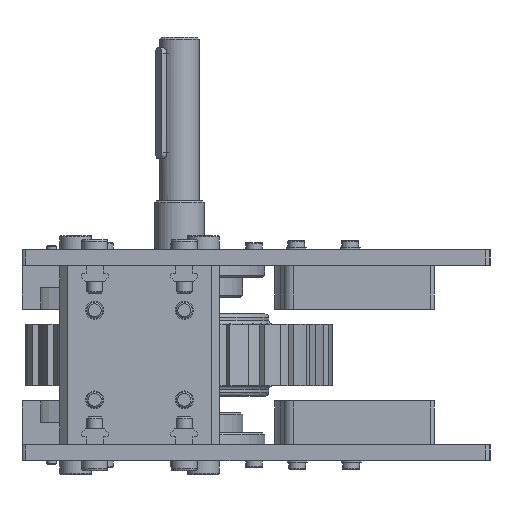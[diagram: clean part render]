
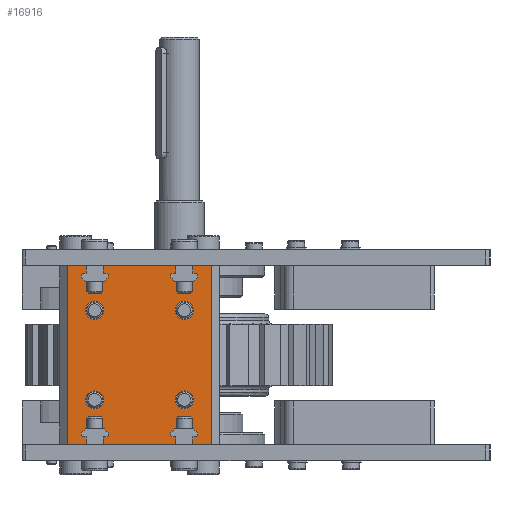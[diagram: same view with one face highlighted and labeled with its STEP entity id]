
A CAD part, left-side view. The second image highlights one B-rep face of the part: STEP entity #16916.
In plain terms, the highlighted face is planar.
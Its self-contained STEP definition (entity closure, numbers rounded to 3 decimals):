
#761=FACE_BOUND('',#3172,.T.);
#762=FACE_BOUND('',#3173,.T.);
#763=FACE_BOUND('',#3174,.T.);
#764=FACE_BOUND('',#3175,.T.);
#1265=PLANE('',#18838);
#2071=FACE_OUTER_BOUND('',#3171,.T.);
#3171=EDGE_LOOP('',(#15057,#15058,#15059,#15060));
#3172=EDGE_LOOP('',(#15061));
#3173=EDGE_LOOP('',(#15062));
#3174=EDGE_LOOP('',(#15063));
#3175=EDGE_LOOP('',(#15064));
#4734=LINE('',#28304,#6345);
#4740=LINE('',#28316,#6351);
#4750=LINE('',#28348,#6361);
#4753=LINE('',#28353,#6364);
#6345=VECTOR('',#23069,10.);
#6351=VECTOR('',#23079,10.);
#6361=VECTOR('',#23107,10.);
#6364=VECTOR('',#23112,10.);
#7143=CIRCLE('',#18839,4.5);
#7144=CIRCLE('',#18840,4.5);
#7145=CIRCLE('',#18841,4.5);
#7146=CIRCLE('',#18842,4.5);
#8601=VERTEX_POINT('',#28301);
#8602=VERTEX_POINT('',#28303);
#8606=VERTEX_POINT('',#28315);
#8619=VERTEX_POINT('',#28347);
#8621=VERTEX_POINT('',#28354);
#8622=VERTEX_POINT('',#28356);
#8623=VERTEX_POINT('',#28358);
#8624=VERTEX_POINT('',#28360);
#10796=EDGE_CURVE('',#8601,#8602,#4734,.T.);
#10802=EDGE_CURVE('',#8606,#8602,#4740,.T.);
#10818=EDGE_CURVE('',#8606,#8619,#4750,.T.);
#10821=EDGE_CURVE('',#8601,#8619,#4753,.T.);
#10822=EDGE_CURVE('',#8621,#8621,#7143,.T.);
#10823=EDGE_CURVE('',#8622,#8622,#7144,.T.);
#10824=EDGE_CURVE('',#8623,#8623,#7145,.T.);
#10825=EDGE_CURVE('',#8624,#8624,#7146,.T.);
#15057=ORIENTED_EDGE('',*,*,#10796,.F.);
#15058=ORIENTED_EDGE('',*,*,#10821,.T.);
#15059=ORIENTED_EDGE('',*,*,#10818,.F.);
#15060=ORIENTED_EDGE('',*,*,#10802,.T.);
#15061=ORIENTED_EDGE('',*,*,#10822,.T.);
#15062=ORIENTED_EDGE('',*,*,#10823,.T.);
#15063=ORIENTED_EDGE('',*,*,#10824,.T.);
#15064=ORIENTED_EDGE('',*,*,#10825,.T.);
#16916=ADVANCED_FACE('',(#2071,#761,#762,#763,#764),#1265,.T.);
#18838=AXIS2_PLACEMENT_3D('',#28352,#23110,#23111);
#18839=AXIS2_PLACEMENT_3D('',#28355,#23113,#23114);
#18840=AXIS2_PLACEMENT_3D('',#28357,#23115,#23116);
#18841=AXIS2_PLACEMENT_3D('',#28359,#23117,#23118);
#18842=AXIS2_PLACEMENT_3D('',#28361,#23119,#23120);
#23069=DIRECTION('',(1.,0.,0.));
#23079=DIRECTION('',(0.,-1.,0.));
#23107=DIRECTION('',(-1.,0.,0.));
#23110=DIRECTION('center_axis',(0.,0.,-1.));
#23111=DIRECTION('ref_axis',(-1.,0.,0.));
#23112=DIRECTION('',(0.,1.,0.));
#23113=DIRECTION('center_axis',(0.,0.,1.));
#23114=DIRECTION('ref_axis',(1.,0.,0.));
#23115=DIRECTION('center_axis',(0.,0.,1.));
#23116=DIRECTION('ref_axis',(1.,0.,0.));
#23117=DIRECTION('center_axis',(0.,0.,1.));
#23118=DIRECTION('ref_axis',(1.,0.,0.));
#23119=DIRECTION('center_axis',(0.,0.,1.));
#23120=DIRECTION('ref_axis',(1.,0.,0.));
#28301=CARTESIAN_POINT('',(-45.,-36.,-10.));
#28303=CARTESIAN_POINT('',(45.,-36.,-10.));
#28304=CARTESIAN_POINT('',(-22.5,-36.,-10.));
#28315=CARTESIAN_POINT('',(45.,36.,-10.));
#28316=CARTESIAN_POINT('',(45.,40.,-10.));
#28347=CARTESIAN_POINT('',(-45.,36.,-10.));
#28348=CARTESIAN_POINT('',(22.5,36.,-10.));
#28352=CARTESIAN_POINT('Origin',(0.,0.,-10.));
#28353=CARTESIAN_POINT('',(-45.,-40.,-10.));
#28354=CARTESIAN_POINT('',(18.,22.5,-10.));
#28355=CARTESIAN_POINT('Origin',(22.5,22.5,-10.));
#28356=CARTESIAN_POINT('',(-27.,-22.5,-10.));
#28357=CARTESIAN_POINT('Origin',(-22.5,-22.5,-10.));
#28358=CARTESIAN_POINT('',(-27.,22.5,-10.));
#28359=CARTESIAN_POINT('Origin',(-22.5,22.5,-10.));
#28360=CARTESIAN_POINT('',(18.,-22.5,-10.));
#28361=CARTESIAN_POINT('Origin',(22.5,-22.5,-10.));
